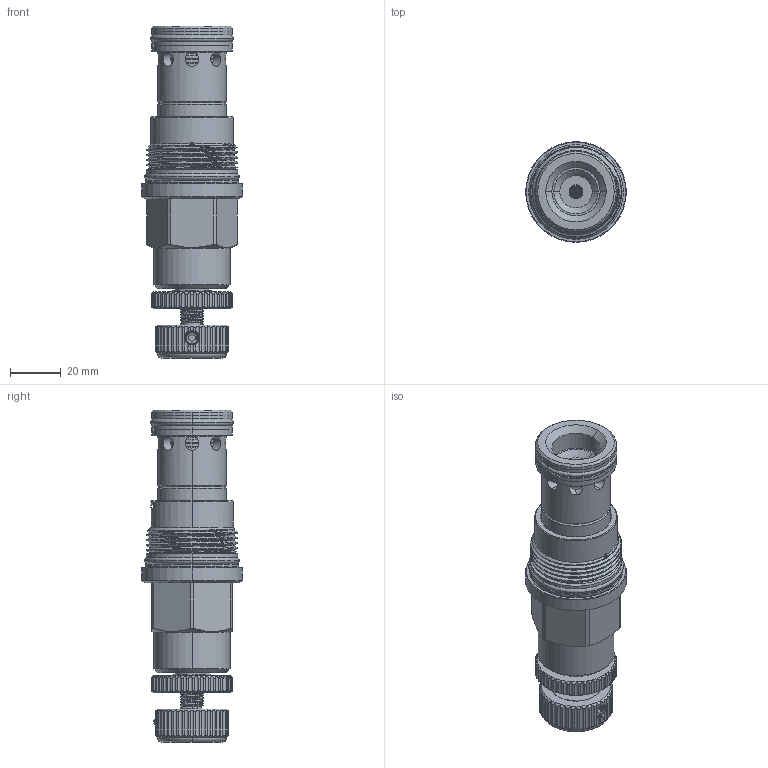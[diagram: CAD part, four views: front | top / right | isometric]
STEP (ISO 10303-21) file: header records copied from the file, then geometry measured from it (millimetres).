
FILE_DESCRIPTION (( 'STEP AP203' ), '1' );
FILE_NAME ('RP16A20-K.STEP', '2016-08-02T02:19:40', ( '' ), ( '' ), 'SwSTEP 2.0', 'SolidWorks 2012', '' );
FILE_SCHEMA (( 'CONFIG_CONTROL_DESIGN' ));
Length unit declared in the file: millimetre
Products named in the file (1): RP16A20-K
Bounding box: 39.67 x 39.67 x 130.86 mm (x, y, z)
Volume: 89211.4 mm3; surface area: 28120 mm2
Topology: 8 solids, 11 shells, 1251 faces, 3536 edges, 2247 vertices
Faces by surface type: cylinder 871, plane 188, cone 89, torus 56, bspline 39, sphere 8
Entity records: 88505 total; most frequent: CARTESIAN_POINT 57937, ORIENTED_EDGE 7036, DIRECTION 5219, EDGE_CURVE 3518, VERTEX_POINT 2247, AXIS2_PLACEMENT_3D 1997, EDGE_LOOP 1679, B_SPLINE_CURVE_WITH_KNOTS 1384
